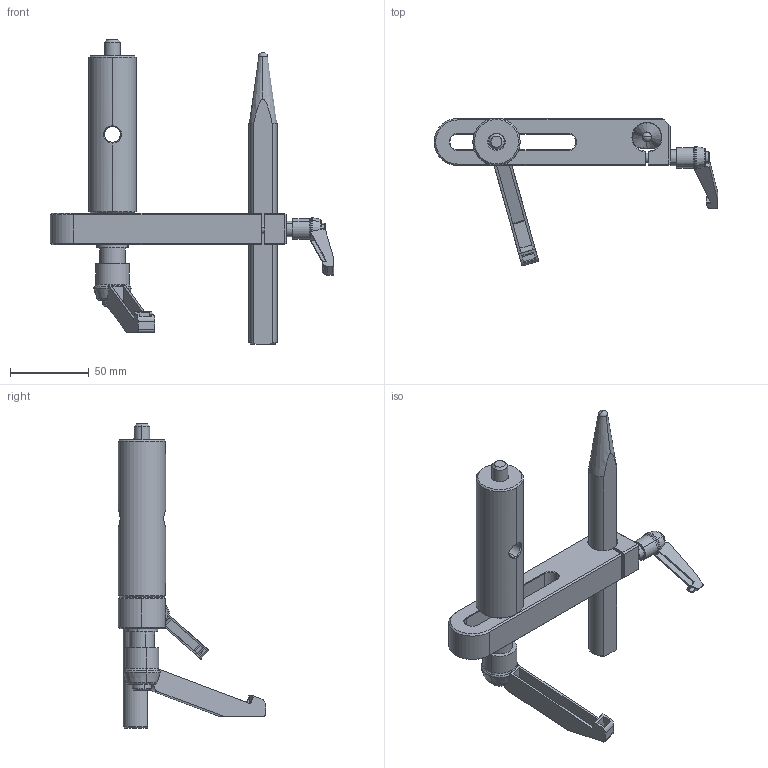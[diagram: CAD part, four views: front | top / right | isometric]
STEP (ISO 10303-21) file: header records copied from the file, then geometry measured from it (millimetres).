
FILE_DESCRIPTION (( 'STEP AP203' ), '1' );
FILE_NAME ('41261.STEP', '2015-10-19T06:20:06', ( '' ), ( '' ), 'SwSTEP 2.0', 'SolidWorks 2011', '' );
FILE_SCHEMA (( 'CONFIG_CONTROL_DESIGN' ));
Length unit declared in the file: millimetre
Products named in the file (1): 41261
Bounding box: 180 x 93.52 x 193.06 mm (x, y, z)
Volume: 193410.6 mm3; surface area: 56453.3 mm2
Topology: 8 solids, 10 shells, 313 faces, 758 edges, 471 vertices
Faces by surface type: cylinder 113, plane 110, cone 62, bspline 26, sphere 2
Entity records: 10161 total; most frequent: CARTESIAN_POINT 2737, DIRECTION 1594, ORIENTED_EDGE 1500, EDGE_CURVE 750, AXIS2_PLACEMENT_3D 612, VERTEX_POINT 471, VECTOR 370, LINE 370
